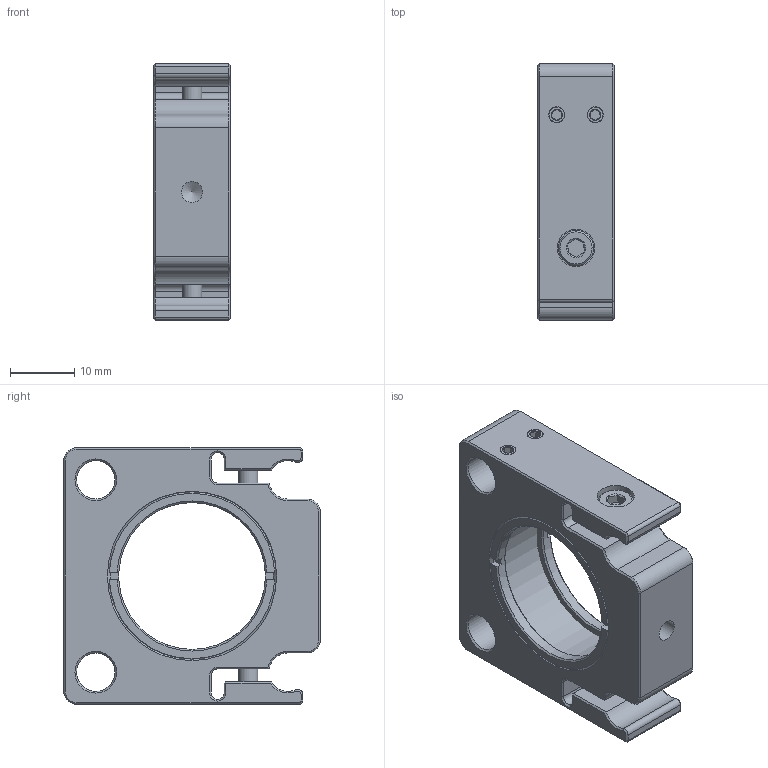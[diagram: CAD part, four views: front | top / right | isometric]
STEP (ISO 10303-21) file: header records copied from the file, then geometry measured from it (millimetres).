
FILE_DESCRIPTION (( 'STEP AP203' ), '1' );
FILE_NAME ('530126.STEP', '2025-04-27T08:17:36', ( 'Windows User' ), ( 'P R C' ), 'SwSTEP 2.0', 'SolidWorks 2020', '' );
FILE_SCHEMA (( 'CONFIG_CONTROL_DESIGN' ));
Length unit declared in the file: millimetre
Products named in the file (1): 530126
Bounding box: 12 x 40 x 40 mm (x, y, z)
Volume: 10967.2 mm3; surface area: 7539.9 mm2
Topology: 10 solids, 10 shells, 284 faces, 637 edges, 378 vertices
Faces by surface type: plane 138, cone 103, cylinder 43
Full cylindrical faces by diameter (mm): 2.5 x6, 3 x7, 3.2 x2, 3.3 x1, 5.5 x2, 5.8 x2, 6 x2, 22.9 x2, 25.4 x1, 26.289 x2
Entity records: 7632 total; most frequent: CARTESIAN_POINT 1742, DIRECTION 1231, ORIENTED_EDGE 1074, EDGE_CURVE 537, AXIS2_PLACEMENT_3D 479, EDGE_LOOP 375, VERTEX_POINT 342, FACE_OUTER_BOUND 311
